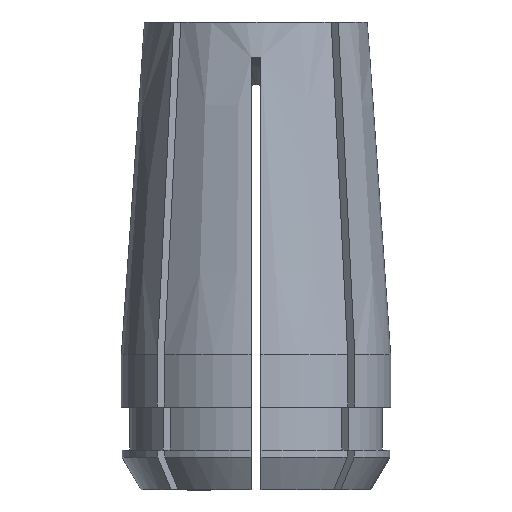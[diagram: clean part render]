
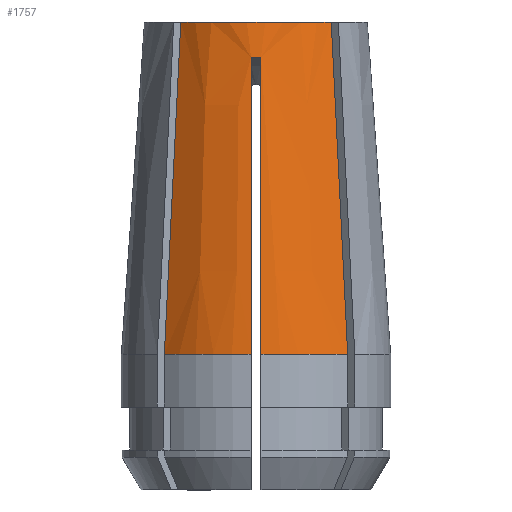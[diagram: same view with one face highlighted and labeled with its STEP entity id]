
A CAD part, front view. The second image highlights one B-rep face of the part: STEP entity #1757.
In plain terms, the highlighted conical face has half-angle 4.001 degrees and reference radius 13.487 mm.
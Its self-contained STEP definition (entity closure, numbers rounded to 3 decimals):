
#21 = ORIENTED_EDGE ( 'NONE', *, *, #1909, .F. ) ;
#60 = VERTEX_POINT ( 'NONE', #2583 ) ;
#75 = CARTESIAN_POINT ( 'NONE',  ( -0.5, -11.451, -4.296 ) ) ;
#184 = VERTEX_POINT ( 'NONE', #3002 ) ;
#243 = ORIENTED_EDGE ( 'NONE', *, *, #2192, .T. ) ;
#261 = CARTESIAN_POINT ( 'NONE',  ( 0.5, -13.274, -30.333 ) ) ;
#275 = CARTESIAN_POINT ( 'NONE',  ( 0.5, -11.433, -4.033 ) ) ;
#277 = ORIENTED_EDGE ( 'NONE', *, *, #3265, .T. ) ;
#288 = ORIENTED_EDGE ( 'NONE', *, *, #662, .T. ) ;
#350 = CARTESIAN_POINT ( 'NONE',  ( -0.5, -13.274, -30.333 ) ) ;
#359 = VERTEX_POINT ( 'NONE', #778 ) ;
#362 = CARTESIAN_POINT ( 'NONE',  ( -0.5, -11.433, -4.033 ) ) ;
#398 = CARTESIAN_POINT ( 'NONE',  ( -0.5, -11.396, -3.507 ) ) ;
#421 = EDGE_CURVE ( 'NONE', #854, #60, #480, .T. ) ;
#471 = CARTESIAN_POINT ( 'NONE',  ( 7.531, -8.238, 0. ) ) ;
#480 = B_SPLINE_CURVE_WITH_KNOTS ( 'NONE', 3,
 ( #613, #894, #350, #1195, #1506, #2889, #75, #362, #3471, #644 ),
 .UNSPECIFIED., .F., .F.,
 ( 4, 3, 3, 4 ),
 ( 0.02, 0.025, 0.049, 0.05 ),
 .UNSPECIFIED. ) ;
#500 = AXIS2_PLACEMENT_3D ( 'NONE', #2994, #2132, #1299 ) ;
#562 = CARTESIAN_POINT ( 'NONE',  ( 0.5, -11.415, -3.77 ) ) ;
#571 = DIRECTION ( 'NONE',  ( 0., 0., 1. ) ) ;
#586 = CARTESIAN_POINT ( 'NONE',  ( 0.5, -13.478, -33.24 ) ) ;
#612 = ORIENTED_EDGE ( 'NONE', *, *, #421, .T. ) ;
#613 = CARTESIAN_POINT ( 'NONE',  ( -0.5, -13.478, -33.24 ) ) ;
#644 = CARTESIAN_POINT ( 'NONE',  ( -0.5, -11.396, -3.507 ) ) ;
#662 = EDGE_CURVE ( 'NONE', #3581, #2926, #2164, .T. ) ;
#731 = CARTESIAN_POINT ( 'NONE',  ( 7.798, -8.505, -5.391 ) ) ;
#768 = DIRECTION ( 'NONE',  ( 1., 0., 0. ) ) ;
#778 = CARTESIAN_POINT ( 'NONE',  ( 0.5, -11.396, -3.507 ) ) ;
#840 = CARTESIAN_POINT ( 'NONE',  ( 0., 0., 0. ) ) ;
#842 = B_SPLINE_CURVE_WITH_KNOTS ( 'NONE', 3,
 ( #2859, #1978, #261, #2260, #2581, #1128, #1707, #275, #562, #2887 ),
 .UNSPECIFIED., .F., .F.,
 ( 4, 3, 3, 4 ),
 ( 0.02, 0.025, 0.049, 0.05 ),
 .UNSPECIFIED. ) ;
#854 = VERTEX_POINT ( 'NONE', #3166 ) ;
#883 = CIRCLE ( 'NONE', #3344, 11.162 ) ;
#894 = CARTESIAN_POINT ( 'NONE',  ( -0.5, -13.376, -31.787 ) ) ;
#914 = ORIENTED_EDGE ( 'NONE', *, *, #1131, .T. ) ;
#940 = CARTESIAN_POINT ( 'NONE',  ( 7.531, -8.238, 0. ) ) ;
#945 = CARTESIAN_POINT ( 'NONE',  ( -7.665, -8.372, -2.696 ) ) ;
#992 = VERTEX_POINT ( 'NONE', #940 ) ;
#997 = CARTESIAN_POINT ( 'NONE',  ( 0.5, -11.396, -3.507 ) ) ;
#1012 = CARTESIAN_POINT ( 'NONE',  ( -0.167, -11.41, -3.498 ) ) ;
#1049 = CARTESIAN_POINT ( 'NONE',  ( 0., 0., -33.24 ) ) ;
#1081 = CARTESIAN_POINT ( 'NONE',  ( 9.177, -9.884, -33.24 ) ) ;
#1125 = ORIENTED_EDGE ( 'NONE', *, *, #3167, .F. ) ;
#1128 = CARTESIAN_POINT ( 'NONE',  ( 0.5, -12.025, -12.49 ) ) ;
#1131 = EDGE_CURVE ( 'NONE', #60, #359, #3399, .T. ) ;
#1173 = AXIS2_PLACEMENT_3D ( 'NONE', #2001, #1676, #3420 ) ;
#1195 = CARTESIAN_POINT ( 'NONE',  ( -0.5, -13.173, -28.88 ) ) ;
#1263 = CARTESIAN_POINT ( 'NONE',  ( 9.177, -9.884, -33.24 ) ) ;
#1288 = FACE_OUTER_BOUND ( 'NONE', #2825, .T. ) ;
#1299 = DIRECTION ( 'NONE',  ( 1., 0., 0. ) ) ;
#1346 = VERTEX_POINT ( 'NONE', #1449 ) ;
#1417 = CIRCLE ( 'NONE', #500, 13.487 ) ;
#1449 = CARTESIAN_POINT ( 'NONE',  ( -7.531, -8.238, 0. ) ) ;
#1506 = CARTESIAN_POINT ( 'NONE',  ( -0.5, -12.599, -20.685 ) ) ;
#1587 = AXIS2_PLACEMENT_3D ( 'NONE', #1049, #1927, #768 ) ;
#1612 = CARTESIAN_POINT ( 'NONE',  ( 7.932, -8.639, -8.087 ) ) ;
#1676 = DIRECTION ( 'NONE',  ( 0., 0., -1. ) ) ;
#1707 = CARTESIAN_POINT ( 'NONE',  ( 0.5, -11.451, -4.296 ) ) ;
#1757 = ADVANCED_FACE ( 'NONE', ( #1288 ), #2631, .T. ) ;
#1763 = EDGE_CURVE ( 'NONE', #3581, #359, #842, .T. ) ;
#1909 = EDGE_CURVE ( 'NONE', #184, #1346, #2858, .T. ) ;
#1927 = DIRECTION ( 'NONE',  ( 0., 0., 1. ) ) ;
#1978 = CARTESIAN_POINT ( 'NONE',  ( 0.5, -13.376, -31.787 ) ) ;
#2001 = CARTESIAN_POINT ( 'NONE',  ( 0., 0., -33.24 ) ) ;
#2110 = CARTESIAN_POINT ( 'NONE',  ( -7.932, -8.639, -8.087 ) ) ;
#2114 = ORIENTED_EDGE ( 'NONE', *, *, #1763, .F. ) ;
#2125 = CARTESIAN_POINT ( 'NONE',  ( -8.762, -9.469, -24.856 ) ) ;
#2132 = DIRECTION ( 'NONE',  ( 0., 0., 1. ) ) ;
#2164 = CIRCLE ( 'NONE', #1587, 13.487 ) ;
#2174 = CARTESIAN_POINT ( 'NONE',  ( 8.347, -9.054, -16.471 ) ) ;
#2185 = CARTESIAN_POINT ( 'NONE',  ( 7.665, -8.372, -2.696 ) ) ;
#2192 = EDGE_CURVE ( 'NONE', #184, #854, #1417, .T. ) ;
#2260 = CARTESIAN_POINT ( 'NONE',  ( 0.5, -13.173, -28.88 ) ) ;
#2410 = CARTESIAN_POINT ( 'NONE',  ( 8.762, -9.469, -24.856 ) ) ;
#2581 = CARTESIAN_POINT ( 'NONE',  ( 0.5, -12.599, -20.685 ) ) ;
#2583 = CARTESIAN_POINT ( 'NONE',  ( -0.5, -11.396, -3.507 ) ) ;
#2631 = CONICAL_SURFACE ( 'NONE', #1173, 13.487, 0.07 ) ;
#2675 = B_SPLINE_CURVE_WITH_KNOTS ( 'NONE', 3,
 ( #1263, #2410, #2174, #1612, #731, #2185, #471 ),
 .UNSPECIFIED., .F., .F.,
 ( 4, 3, 4 ),
 ( 0., 0.025, 0.033 ),
 .UNSPECIFIED. ) ;
#2825 = EDGE_LOOP ( 'NONE', ( #288, #277, #1125, #21, #243, #612, #914, #2114 ) ) ;
#2858 = B_SPLINE_CURVE_WITH_KNOTS ( 'NONE', 3,
 ( #2974, #2125, #3243, #2110, #2958, #945, #3254 ),
 .UNSPECIFIED., .F., .F.,
 ( 4, 3, 4 ),
 ( 0., 0.025, 0.033 ),
 .UNSPECIFIED. ) ;
#2859 = CARTESIAN_POINT ( 'NONE',  ( 0.5, -13.478, -33.24 ) ) ;
#2887 = CARTESIAN_POINT ( 'NONE',  ( 0.5, -11.396, -3.507 ) ) ;
#2889 = CARTESIAN_POINT ( 'NONE',  ( -0.5, -12.025, -12.49 ) ) ;
#2926 = VERTEX_POINT ( 'NONE', #1081 ) ;
#2958 = CARTESIAN_POINT ( 'NONE',  ( -7.798, -8.505, -5.391 ) ) ;
#2974 = CARTESIAN_POINT ( 'NONE',  ( -9.177, -9.884, -33.24 ) ) ;
#2994 = CARTESIAN_POINT ( 'NONE',  ( 0., 0., -33.24 ) ) ;
#3002 = CARTESIAN_POINT ( 'NONE',  ( -9.177, -9.884, -33.24 ) ) ;
#3008 = CARTESIAN_POINT ( 'NONE',  ( 0.167, -11.41, -3.498 ) ) ;
#3133 = DIRECTION ( 'NONE',  ( 1., 0., 0. ) ) ;
#3166 = CARTESIAN_POINT ( 'NONE',  ( -0.5, -13.478, -33.24 ) ) ;
#3167 = EDGE_CURVE ( 'NONE', #1346, #992, #883, .T. ) ;
#3243 = CARTESIAN_POINT ( 'NONE',  ( -8.347, -9.054, -16.471 ) ) ;
#3254 = CARTESIAN_POINT ( 'NONE',  ( -7.531, -8.238, 0. ) ) ;
#3265 = EDGE_CURVE ( 'NONE', #2926, #992, #2675, .T. ) ;
#3344 = AXIS2_PLACEMENT_3D ( 'NONE', #840, #571, #3133 ) ;
#3399 = B_SPLINE_CURVE_WITH_KNOTS ( 'NONE', 3,
 ( #398, #1012, #3008, #997 ),
 .UNSPECIFIED., .F., .F.,
 ( 4, 4 ),
 ( 0., 0.001 ),
 .UNSPECIFIED. ) ;
#3420 = DIRECTION ( 'NONE',  ( -1., 0., 0. ) ) ;
#3471 = CARTESIAN_POINT ( 'NONE',  ( -0.5, -11.415, -3.77 ) ) ;
#3581 = VERTEX_POINT ( 'NONE', #586 ) ;
